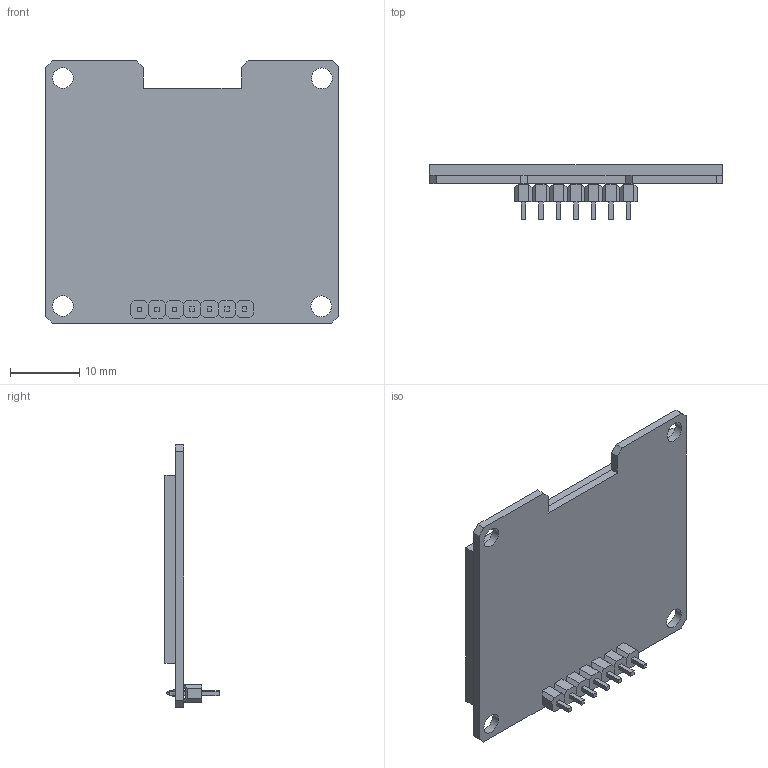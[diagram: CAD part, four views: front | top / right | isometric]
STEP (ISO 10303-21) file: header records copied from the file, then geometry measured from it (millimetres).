
FILE_DESCRIPTION(('STEP AP214'), '1');
FILE_NAME('OLED Display 1.54 v4', '2023-09-27T11:37:56', (''), (''), 'ASCON STEP Converter 1.3', 'ASCON Math Kernel', '');
FILE_SCHEMA(('AUTOMOTIVE_DESIGN { 1 0 10303 214 3 1 1}'));
Length unit declared in the file: millimetre
Products named in the file (24): 1; 2; 3; 4; 5; 6; 7; 8; 9; 10; 11; 12; 13; 14; 15; 16; 17; 18; 19; 20; 21; 22; 23; 24
Assembly tree (23 placements, depth 3):
  1
    2
      3
      4
      5
      6
      7
      8
      9
      10
      11
      12
      13
      14
      15
      16
    17
    18
    19
    20
    21
    22
    23
    24
Bounding box: 42.4 x 7.83 x 38 mm (x, y, z)
Volume: 3666.3 mm3; surface area: 6571.6 mm2
Topology: 24 solids, 24 shells, 295 faces, 707 edges, 460 vertices
Faces by surface type: plane 256, bspline 28, cylinder 11
Full cylindrical faces by diameter (mm): 1.098 x6, 1.1 x1, 3 x4
Entity records: 12755 total; most frequent: CARTESIAN_POINT 2923, ORIENTED_EDGE 1392, DIRECTION 1238, EDGE_CURVE 696, LINE 568, VECTOR 568, VERTEX_POINT 460, FACE_BOUND 344
